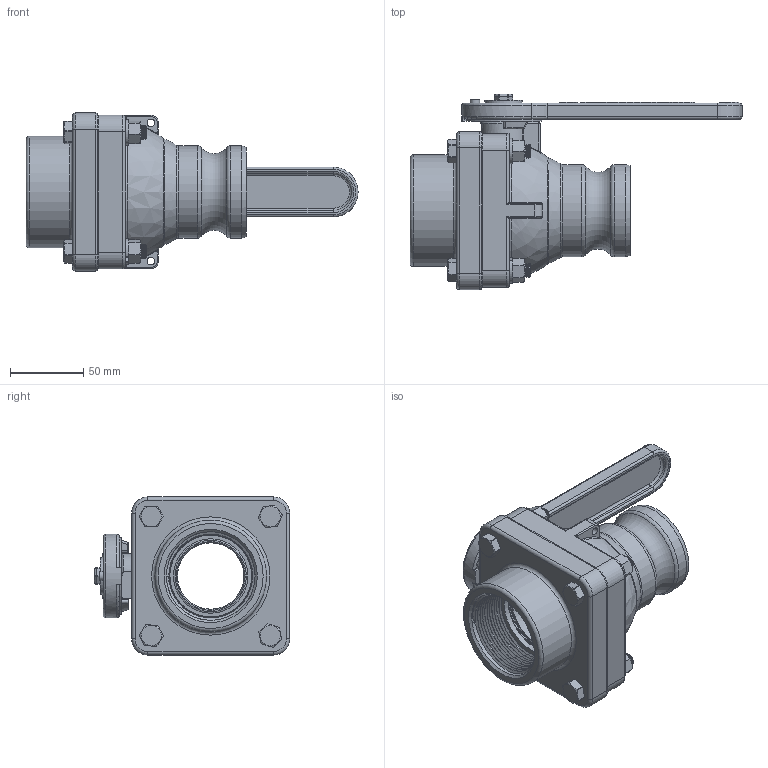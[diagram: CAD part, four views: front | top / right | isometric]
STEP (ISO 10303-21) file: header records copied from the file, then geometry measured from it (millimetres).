
FILE_DESCRIPTION(/* description */ ('2" FP VALVE MALE ADAPTER x FNPT'),/* implementation_level */ '2;1');
FILE_NAME(/* name */ 'VSF204FP.stp',/* time_stamp */ '2022-11-22T11:59:17-05:00',/* author */ ('MEG'),/* organization */ (''),/* preprocessor_version */ 'ST-DEVELOPER v18.1',/* originating_system */ 'Autodesk Inventor 2022',/* authorisation */ '');
FILE_SCHEMA (('AUTOMOTIVE_DESIGN { 1 0 10303 214 3 1 1 }'));
Length unit declared in the file: inch
Products named in the file (21): VSF204FP; VF25254; VF25254X; VS25356; VS25356X; V20020; V20021; VS20151; V20151; VS25153; VS25255; VS25255M; VS25255X; VS25258AR1; A93M250V; V20018; V20019; V20010SS; V20060; SB075100188T; V20163
Assembly tree (30 placements, depth 4):
  VSF204FP
    VF25254
      VF25254X
    VS25356
      VS25356X
    V20020
    V20021
    VS20151
      V20151
    VS25153
    VS25255
      VS25255M
        VS25255X
    VS25258AR1  x2
    A93M250V
    V20018  x4
    V20019  x4
    V20010SS  x4
    V20060
    SB075100188T
    V20163
Bounding box: 226.69 x 133.5 x 107.95 mm (x, y, z)
Volume: 639756.4 mm3; surface area: 190868.2 mm2
Topology: 26 solids, 26 shells, 1900 faces, 4420 edges, 2641 vertices
Faces by surface type: plane 614, cylinder 567, cone 475, bspline 142, torus 95, sphere 7
Full cylindrical faces by diameter (mm): 2.261 x1, 2.997 x1, 3.023 x1, 4.978 x1, 5.08 x2, 6.35 x1, 7.144 x1, 8.915 x4, 9.525 x4, 11.125 x4, 11.557 x4, 18.923 x1, 19.05 x2, 19.304 x1, 23.063 x1, 23.812 x1, 24.13 x1, 25.349 x1, 25.4 x1, 25.527 x1, 45.339 x1, 46.99 x1, 50.8 x1, 51.054 x1, 51.435 x2, 54.102 x2, 61.265 x2, 61.366 x2, 63.017 x2, 76.2 x1
Entity records: 43027 total; most frequent: CARTESIAN_POINT 14180, ORIENTED_EDGE 5922, DIRECTION 5582, EDGE_CURVE 2961, AXIS2_PLACEMENT_3D 1914, VERTEX_POINT 1852, LINE 1754, VECTOR 1754
